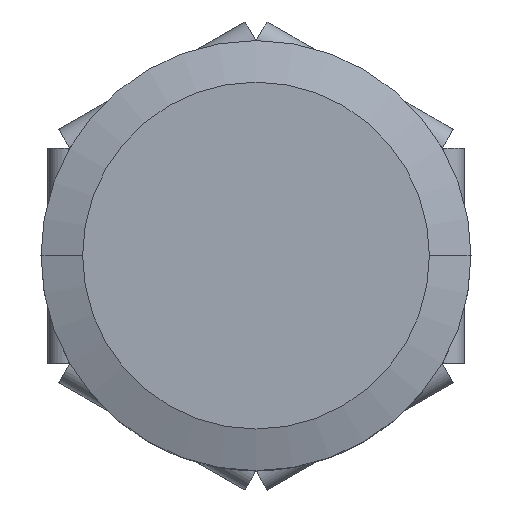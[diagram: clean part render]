
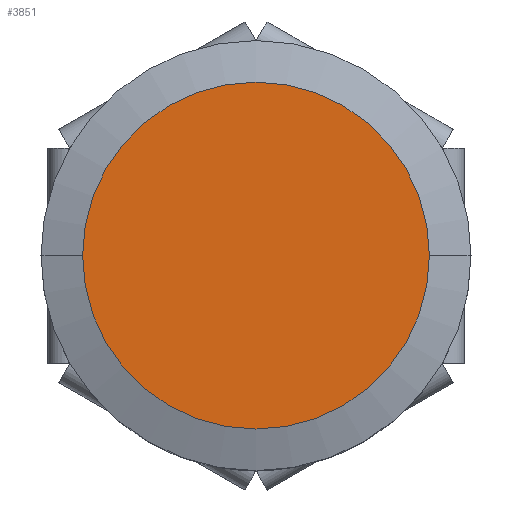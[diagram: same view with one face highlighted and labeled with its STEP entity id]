
A CAD part, top view. The second image highlights one B-rep face of the part: STEP entity #3851.
In plain terms, the highlighted planar face has unit normal (0, 0, 1).
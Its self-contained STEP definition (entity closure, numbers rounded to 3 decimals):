
#337 = AXIS2_PLACEMENT_3D ( 'NONE', #1461, #1468, #1469 ) ;
#411 = AXIS2_PLACEMENT_3D ( 'NONE', #1680, #1681, #1682 ) ;
#1089 = AXIS2_PLACEMENT_3D ( 'NONE', #4886, #4887, #4888 ) ;
#1097 = FACE_OUTER_BOUND ( 'NONE', #2628, .T. ) ;
#1461 = CARTESIAN_POINT ( 'NONE',  ( 0., 0., 0. ) ) ;
#1468 = DIRECTION ( 'NONE',  ( 0., 0., 1. ) ) ;
#1469 = DIRECTION ( 'NONE',  ( 1., 0., 0. ) ) ;
#1680 = CARTESIAN_POINT ( 'NONE',  ( 0., 0., 0. ) ) ;
#1681 = DIRECTION ( 'NONE',  ( 0., 0., 1. ) ) ;
#1682 = DIRECTION ( 'NONE',  ( 1., 0., 0. ) ) ;
#1890 = CIRCLE ( 'NONE', #411, 25. ) ;
#2628 = EDGE_LOOP ( 'NONE', ( #3303, #3304 ) ) ;
#3303 = ORIENTED_EDGE ( 'NONE', *, *, #7013, .T. ) ;
#3304 = ORIENTED_EDGE ( 'NONE', *, *, #6931, .T. ) ;
#3521 = VERTEX_POINT ( 'NONE', #4825 ) ;
#3522 = VERTEX_POINT ( 'NONE', #4826 ) ;
#3851 = ADVANCED_FACE ( 'NONE', ( #1097 ), #4885, .F. ) ;
#4825 = CARTESIAN_POINT ( 'NONE',  ( 25., 0., 0. ) ) ;
#4826 = CARTESIAN_POINT ( 'NONE',  ( -25., 0., 0. ) ) ;
#4885 = PLANE ( 'NONE',  #1089 ) ;
#4886 = CARTESIAN_POINT ( 'NONE',  ( 0., 0., 0. ) ) ;
#4887 = DIRECTION ( 'NONE',  ( 0., 0., -1. ) ) ;
#4888 = DIRECTION ( 'NONE',  ( -1., 0., 0. ) ) ;
#6690 = CIRCLE ( 'NONE', #337, 25. ) ;
#6931 = EDGE_CURVE ( 'NONE', #3521, #3522, #6690, .T. ) ;
#7013 = EDGE_CURVE ( 'NONE', #3522, #3521, #1890, .T. ) ;
